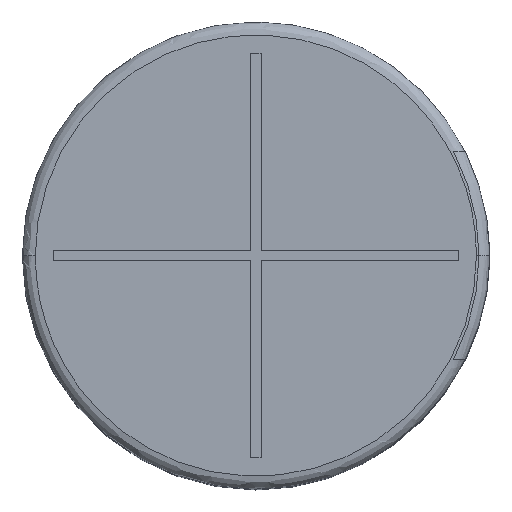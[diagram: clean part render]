
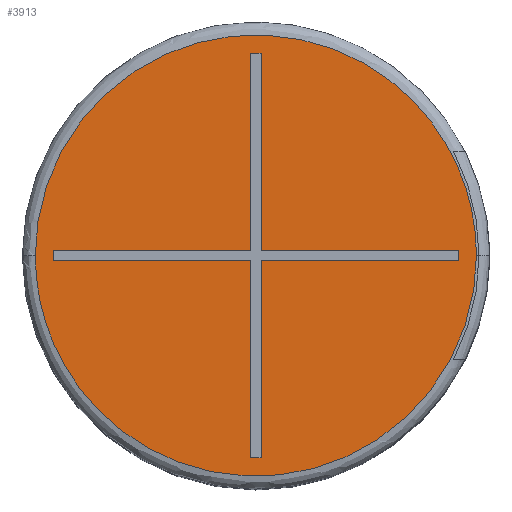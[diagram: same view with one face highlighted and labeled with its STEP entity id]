
A CAD part, top view. The second image highlights one B-rep face of the part: STEP entity #3913.
In plain terms, the highlighted planar face has unit normal (0, 0, 1).
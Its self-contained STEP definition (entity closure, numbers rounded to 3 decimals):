
#93 = LINE ( 'NONE', #3179, #510 ) ;
#113 = VERTEX_POINT ( 'NONE', #477 ) ;
#138 = VECTOR ( 'NONE', #2603, 1000. ) ;
#202 = CARTESIAN_POINT ( 'NONE',  ( 0.2, 0.2, 20. ) ) ;
#224 = CARTESIAN_POINT ( 'NONE',  ( 0.2, 0., 20. ) ) ;
#238 = EDGE_CURVE ( 'NONE', #1881, #267, #849, .T. ) ;
#242 = CARTESIAN_POINT ( 'NONE',  ( 7.8, 0., 20. ) ) ;
#267 = VERTEX_POINT ( 'NONE', #2280 ) ;
#295 = ORIENTED_EDGE ( 'NONE', *, *, #3532, .F. ) ;
#334 = VERTEX_POINT ( 'NONE', #2475 ) ;
#377 = EDGE_CURVE ( 'NONE', #3563, #3483, #1696, .T. ) ;
#384 = CARTESIAN_POINT ( 'NONE',  ( 0.2, 0., 20. ) ) ;
#394 = VECTOR ( 'NONE', #2962, 1000. ) ;
#427 = DIRECTION ( 'NONE',  ( 0., -1., 0. ) ) ;
#477 = CARTESIAN_POINT ( 'NONE',  ( -7.8, -0.2, 20. ) ) ;
#485 = ORIENTED_EDGE ( 'NONE', *, *, #1006, .F. ) ;
#510 = VECTOR ( 'NONE', #2879, 1000. ) ;
#562 = VERTEX_POINT ( 'NONE', #2738 ) ;
#576 = ORIENTED_EDGE ( 'NONE', *, *, #3509, .F. ) ;
#598 = CARTESIAN_POINT ( 'NONE',  ( 8.5, 17., 20. ) ) ;
#602 = CARTESIAN_POINT ( 'NONE',  ( 8.5, 0., 20. ) ) ;
#659 = AXIS2_PLACEMENT_3D ( 'NONE', #1850, #1813, #2551 ) ;
#662 = VERTEX_POINT ( 'NONE', #1916 ) ;
#664 = LINE ( 'NONE', #1844, #2529 ) ;
#737 = ORIENTED_EDGE ( 'NONE', *, *, #3118, .F. ) ;
#832 = EDGE_CURVE ( 'NONE', #994, #562, #3301, .T. ) ;
#849 = LINE ( 'NONE', #224, #2756 ) ;
#864 = DIRECTION ( 'NONE',  ( 0., -1., 0. ) ) ;
#867 = DIRECTION ( 'NONE',  ( 0., 1., 0. ) ) ;
#897 = CARTESIAN_POINT ( 'NONE',  ( -8.5, 0., 20. ) ) ;
#919 = CARTESIAN_POINT ( 'NONE',  ( 8.5, -17., 20. ) ) ;
#934 = CARTESIAN_POINT ( 'NONE',  ( 0., 0.2, 20. ) ) ;
#949 = CARTESIAN_POINT ( 'NONE',  ( 7.8, -0.2, 20. ) ) ;
#954 = CARTESIAN_POINT ( 'NONE',  ( 0.2, -0.2, 20. ) ) ;
#963 = VECTOR ( 'NONE', #864, 1000. ) ;
#994 = VERTEX_POINT ( 'NONE', #949 ) ;
#1006 = EDGE_CURVE ( 'NONE', #3731, #662, #93, .T. ) ;
#1103 = VECTOR ( 'NONE', #3148, 1000. ) ;
#1145 = ORIENTED_EDGE ( 'NONE', *, *, #1887, .F. ) ;
#1158 = ORIENTED_EDGE ( 'NONE', *, *, #1435, .F. ) ;
#1246 = CARTESIAN_POINT ( 'NONE',  ( 0., -0.2, 20. ) ) ;
#1263 = CARTESIAN_POINT ( 'NONE',  ( -8.5, -17., 20. ) ) ;
#1270 = ORIENTED_EDGE ( 'NONE', *, *, #3689, .F. ) ;
#1300 = VECTOR ( 'NONE', #1313, 1000. ) ;
#1313 = DIRECTION ( 'NONE',  ( 0., 1., 0. ) ) ;
#1380 = VERTEX_POINT ( 'NONE', #3205 ) ;
#1381 = CARTESIAN_POINT ( 'NONE',  ( -0.2, 0., 20. ) ) ;
#1435 = EDGE_CURVE ( 'NONE', #3679, #334, #3903, .T. ) ;
#1437 = VECTOR ( 'NONE', #2128, 1000. ) ;
#1479 = ORIENTED_EDGE ( 'NONE', *, *, #2044, .F. ) ;
#1482 = LINE ( 'NONE', #934, #1437 ) ;
#1509 = CARTESIAN_POINT ( 'NONE',  ( -0.2, -7.8, 20. ) ) ;
#1510 = CARTESIAN_POINT ( 'NONE',  ( -8.5, 0., 20. ) ) ;
#1567 = ORIENTED_EDGE ( 'NONE', *, *, #832, .F. ) ;
#1624 = LINE ( 'NONE', #2561, #2781 ) ;
#1642 = EDGE_LOOP ( 'NONE', ( #737, #3469 ) ) ;
#1687 = LINE ( 'NONE', #1381, #138 ) ;
#1696 =( BOUNDED_CURVE ( )  B_SPLINE_CURVE ( 3, ( #897, #3378, #598, #2783 ),
 .UNSPECIFIED., .F., .T. ) 
 B_SPLINE_CURVE_WITH_KNOTS ( ( 4, 4 ),
 ( 0.5, 1. ),
 .UNSPECIFIED. ) 
 CURVE ( )  GEOMETRIC_REPRESENTATION_ITEM ( )  RATIONAL_B_SPLINE_CURVE ( ( 1., 0.333, 0.333, 1. ) ) 
 REPRESENTATION_ITEM ( '' )  );
#1778 = EDGE_CURVE ( 'NONE', #1830, #3731, #1687, .T. ) ;
#1790 = FACE_OUTER_BOUND ( 'NONE', #1642, .T. ) ;
#1813 = DIRECTION ( 'NONE',  ( 0., 0., -1. ) ) ;
#1827 = CARTESIAN_POINT ( 'NONE',  ( -7.8, 0., 20. ) ) ;
#1830 = VERTEX_POINT ( 'NONE', #2916 ) ;
#1844 = CARTESIAN_POINT ( 'NONE',  ( 0., 7.8, 20. ) ) ;
#1850 = CARTESIAN_POINT ( 'NONE',  ( 0., 0., 20. ) ) ;
#1863 = ORIENTED_EDGE ( 'NONE', *, *, #3894, .F. ) ;
#1881 = VERTEX_POINT ( 'NONE', #202 ) ;
#1887 = EDGE_CURVE ( 'NONE', #662, #113, #3661, .T. ) ;
#1916 = CARTESIAN_POINT ( 'NONE',  ( -7.8, 0.2, 20. ) ) ;
#1993 = LINE ( 'NONE', #2872, #1103 ) ;
#2044 = EDGE_CURVE ( 'NONE', #267, #1830, #664, .T. ) ;
#2112 = CARTESIAN_POINT ( 'NONE',  ( 8.5, 0., 20. ) ) ;
#2128 = DIRECTION ( 'NONE',  ( -1., 0., 0. ) ) ;
#2180 = DIRECTION ( 'NONE',  ( 1., 0., 0. ) ) ;
#2234 = CARTESIAN_POINT ( 'NONE',  ( -8.5, 0., 20. ) ) ;
#2280 = CARTESIAN_POINT ( 'NONE',  ( 0.2, 7.8, 20. ) ) ;
#2384 = ORIENTED_EDGE ( 'NONE', *, *, #1778, .F. ) ;
#2423 = CARTESIAN_POINT ( 'NONE',  ( 0., -7.8, 20. ) ) ;
#2475 = CARTESIAN_POINT ( 'NONE',  ( 0.2, -7.8, 20. ) ) ;
#2529 = VECTOR ( 'NONE', #3383, 1000. ) ;
#2551 = DIRECTION ( 'NONE',  ( 0., 1., 0. ) ) ;
#2561 = CARTESIAN_POINT ( 'NONE',  ( -0.2, 0., 20. ) ) ;
#2593 = VECTOR ( 'NONE', #2997, 1000. ) ;
#2603 = DIRECTION ( 'NONE',  ( 0., -1., 0. ) ) ;
#2616 = LINE ( 'NONE', #384, #1300 ) ;
#2738 = CARTESIAN_POINT ( 'NONE',  ( 7.8, 0.2, 20. ) ) ;
#2745 = ORIENTED_EDGE ( 'NONE', *, *, #238, .F. ) ;
#2756 = VECTOR ( 'NONE', #867, 1000. ) ;
#2781 = VECTOR ( 'NONE', #427, 1000. ) ;
#2783 = CARTESIAN_POINT ( 'NONE',  ( 8.5, 0., 20. ) ) ;
#2872 = CARTESIAN_POINT ( 'NONE',  ( 0., -0.2, 20. ) ) ;
#2879 = DIRECTION ( 'NONE',  ( -1., 0., 0. ) ) ;
#2916 = CARTESIAN_POINT ( 'NONE',  ( -0.2, 7.8, 20. ) ) ;
#2962 = DIRECTION ( 'NONE',  ( 1., 0., 0. ) ) ;
#2997 = DIRECTION ( 'NONE',  ( 0., 1., 0. ) ) ;
#3054 = ORIENTED_EDGE ( 'NONE', *, *, #3514, .F. ) ;
#3118 = EDGE_CURVE ( 'NONE', #3483, #3563, #3262, .T. ) ;
#3148 = DIRECTION ( 'NONE',  ( 1., 0., 0. ) ) ;
#3179 = CARTESIAN_POINT ( 'NONE',  ( 0., 0.2, 20. ) ) ;
#3205 = CARTESIAN_POINT ( 'NONE',  ( -0.2, -0.2, 20. ) ) ;
#3236 = VECTOR ( 'NONE', #2180, 1000. ) ;
#3262 =( BOUNDED_CURVE ( )  B_SPLINE_CURVE ( 3, ( #2112, #919, #1263, #1510 ),
 .UNSPECIFIED., .F., .T. ) 
 B_SPLINE_CURVE_WITH_KNOTS ( ( 4, 4 ),
 ( 0., 0.5 ),
 .UNSPECIFIED. ) 
 CURVE ( )  GEOMETRIC_REPRESENTATION_ITEM ( )  RATIONAL_B_SPLINE_CURVE ( ( 1., 0.333, 0.333, 1. ) ) 
 REPRESENTATION_ITEM ( '' )  );
#3301 = LINE ( 'NONE', #242, #2593 ) ;
#3378 = CARTESIAN_POINT ( 'NONE',  ( -8.5, 17., 20. ) ) ;
#3383 = DIRECTION ( 'NONE',  ( -1., 0., 0. ) ) ;
#3390 = FACE_BOUND ( 'NONE', #3864, .T. ) ;
#3469 = ORIENTED_EDGE ( 'NONE', *, *, #377, .F. ) ;
#3483 = VERTEX_POINT ( 'NONE', #602 ) ;
#3509 = EDGE_CURVE ( 'NONE', #1380, #3679, #1624, .T. ) ;
#3514 = EDGE_CURVE ( 'NONE', #334, #3722, #2616, .T. ) ;
#3532 = EDGE_CURVE ( 'NONE', #3722, #994, #1993, .T. ) ;
#3563 = VERTEX_POINT ( 'NONE', #2234 ) ;
#3661 = LINE ( 'NONE', #1827, #963 ) ;
#3679 = VERTEX_POINT ( 'NONE', #1509 ) ;
#3689 = EDGE_CURVE ( 'NONE', #113, #1380, #3968, .T. ) ;
#3722 = VERTEX_POINT ( 'NONE', #954 ) ;
#3731 = VERTEX_POINT ( 'NONE', #3781 ) ;
#3781 = CARTESIAN_POINT ( 'NONE',  ( -0.2, 0.2, 20. ) ) ;
#3864 = EDGE_LOOP ( 'NONE', ( #295, #3054, #1158, #576, #1270, #1145, #485, #2384, #1479, #2745, #1863, #1567 ) ) ;
#3894 = EDGE_CURVE ( 'NONE', #562, #1881, #1482, .T. ) ;
#3903 = LINE ( 'NONE', #2423, #394 ) ;
#3913 = ADVANCED_FACE ( 'NONE', ( #3390, #1790 ), #3943, .F. ) ;
#3943 = PLANE ( 'NONE',  #659 ) ;
#3968 = LINE ( 'NONE', #1246, #3236 ) ;
